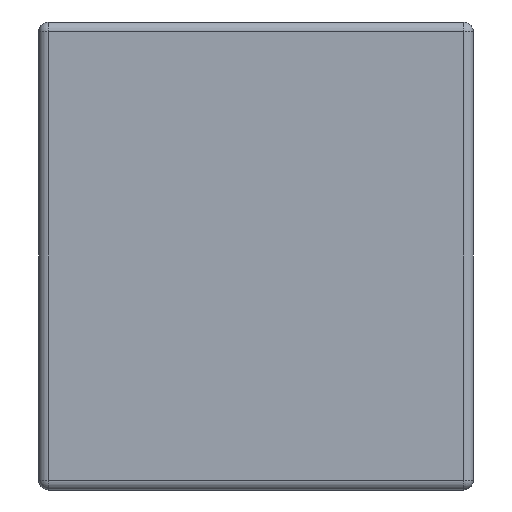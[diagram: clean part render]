
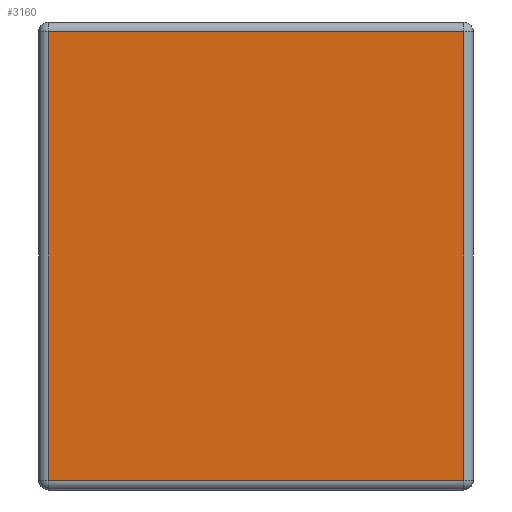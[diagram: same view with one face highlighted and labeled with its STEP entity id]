
A CAD part, left-side view. The second image highlights one B-rep face of the part: STEP entity #3160.
In plain terms, the highlighted planar face has unit normal (-1, 0, 0).
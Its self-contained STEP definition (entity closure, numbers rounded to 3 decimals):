
#94 = CARTESIAN_POINT ( 'NONE',  ( 0., 0.635, -0.7 ) ) ;
#114 = VECTOR ( 'NONE', #809, 1000. ) ;
#141 = ORIENTED_EDGE ( 'NONE', *, *, #1323, .T. ) ;
#163 = VECTOR ( 'NONE', #3928, 1000. ) ;
#296 = CARTESIAN_POINT ( 'NONE',  ( 0., 0.635, -0.015 ) ) ;
#567 = DIRECTION ( 'NONE',  ( -1., 0., 0. ) ) ;
#655 = CARTESIAN_POINT ( 'NONE',  ( 0., 0., -0.685 ) ) ;
#809 = DIRECTION ( 'NONE',  ( 0., 0., -1. ) ) ;
#909 = DIRECTION ( 'NONE',  ( 0., 1., 0. ) ) ;
#939 = LINE ( 'NONE', #2298, #4071 ) ;
#978 = CARTESIAN_POINT ( 'NONE',  ( 0., 0.015, -0.685 ) ) ;
#1200 = VERTEX_POINT ( 'NONE', #4417 ) ;
#1323 = EDGE_CURVE ( 'NONE', #4580, #1200, #3953, .T. ) ;
#1327 = EDGE_CURVE ( 'NONE', #2950, #3587, #939, .T. ) ;
#1526 = ORIENTED_EDGE ( 'NONE', *, *, #1735, .T. ) ;
#1648 = VECTOR ( 'NONE', #909, 1000. ) ;
#1656 = DIRECTION ( 'NONE',  ( 0., 0., 1. ) ) ;
#1735 = EDGE_CURVE ( 'NONE', #1200, #2950, #2474, .T. ) ;
#2029 = CARTESIAN_POINT ( 'NONE',  ( 0., 0.015, -0.015 ) ) ;
#2247 = DIRECTION ( 'NONE',  ( 0., 0., 1. ) ) ;
#2298 = CARTESIAN_POINT ( 'NONE',  ( 0., 0.015, 0. ) ) ;
#2413 = CARTESIAN_POINT ( 'NONE',  ( 0., 0., 0. ) ) ;
#2474 = LINE ( 'NONE', #655, #163 ) ;
#2717 = CARTESIAN_POINT ( 'NONE',  ( 0., 0.65, -0.015 ) ) ;
#2767 = PLANE ( 'NONE',  #4325 ) ;
#2950 = VERTEX_POINT ( 'NONE', #978 ) ;
#3143 = ORIENTED_EDGE ( 'NONE', *, *, #3289, .T. ) ;
#3160 = ADVANCED_FACE ( 'NONE', ( #3276 ), #2767, .T. ) ;
#3276 = FACE_OUTER_BOUND ( 'NONE', #4616, .T. ) ;
#3289 = EDGE_CURVE ( 'NONE', #3587, #4580, #3644, .T. ) ;
#3587 = VERTEX_POINT ( 'NONE', #2029 ) ;
#3644 = LINE ( 'NONE', #2717, #1648 ) ;
#3928 = DIRECTION ( 'NONE',  ( 0., -1., 0. ) ) ;
#3953 = LINE ( 'NONE', #94, #114 ) ;
#4071 = VECTOR ( 'NONE', #2247, 1000. ) ;
#4293 = ORIENTED_EDGE ( 'NONE', *, *, #1327, .T. ) ;
#4325 = AXIS2_PLACEMENT_3D ( 'NONE', #2413, #567, #1656 ) ;
#4417 = CARTESIAN_POINT ( 'NONE',  ( 0., 0.635, -0.685 ) ) ;
#4580 = VERTEX_POINT ( 'NONE', #296 ) ;
#4616 = EDGE_LOOP ( 'NONE', ( #1526, #4293, #3143, #141 ) ) ;
